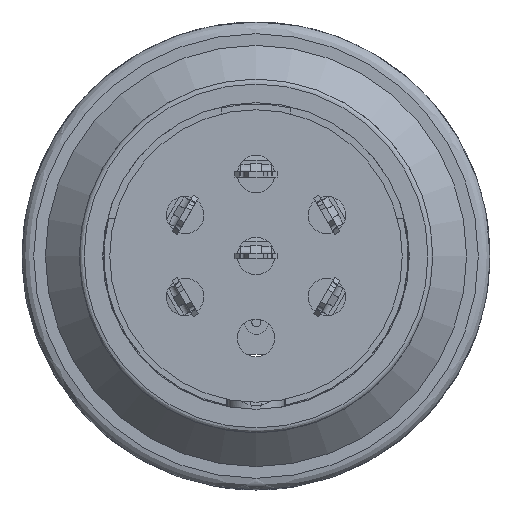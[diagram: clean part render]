
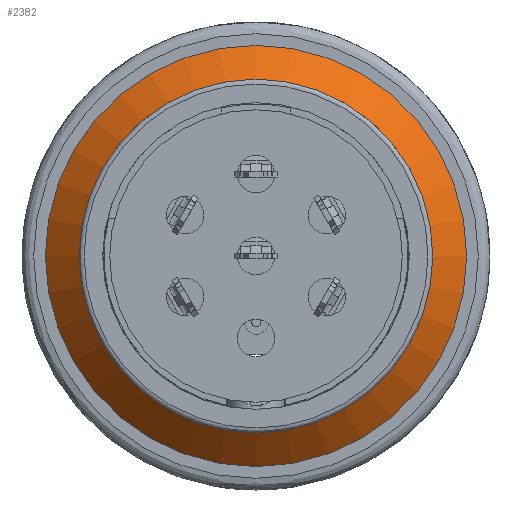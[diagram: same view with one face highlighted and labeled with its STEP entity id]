
A CAD part, left-side view. The second image highlights one B-rep face of the part: STEP entity #2382.
In plain terms, the highlighted conical face has half-angle 45 degrees and reference radius 7.55 mm.
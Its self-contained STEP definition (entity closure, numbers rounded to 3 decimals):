
#1332=CONICAL_SURFACE('',#13357,7.55,45.);
#1759=FACE_BOUND('',#4009,.T.);
#1760=FACE_BOUND('',#4010,.T.);
#2382=ADVANCED_FACE('',(#1759,#1760),#1332,.T.);
#4009=EDGE_LOOP('',(#7077));
#4010=EDGE_LOOP('',(#7078));
#4401=CIRCLE('',#13354,7.55);
#4402=CIRCLE('',#13356,9.);
#7077=ORIENTED_EDGE('',*,*,#10244,.T.);
#7078=ORIENTED_EDGE('',*,*,#10245,.F.);
#8704=VERTEX_POINT('',#22147);
#8705=VERTEX_POINT('',#22150);
#10244=EDGE_CURVE('',#8704,#8704,#4401,.T.);
#10245=EDGE_CURVE('',#8705,#8705,#4402,.T.);
#13354=AXIS2_PLACEMENT_3D('',#22146,#15798,#15799);
#13356=AXIS2_PLACEMENT_3D('',#22149,#15802,#15803);
#13357=AXIS2_PLACEMENT_3D('',#22151,#15804,#15805);
#15798=DIRECTION('',(1.,0.,0.));
#15799=DIRECTION('',(0.,0.,-1.));
#15802=DIRECTION('',(1.,0.,0.));
#15803=DIRECTION('',(0.,0.,-1.));
#15804=DIRECTION('',(1.,0.,0.));
#15805=DIRECTION('',(0.,0.,-1.));
#22146=CARTESIAN_POINT('',(1.05,0.,0.471));
#22147=CARTESIAN_POINT('',(1.05,0.,-7.079));
#22149=CARTESIAN_POINT('',(2.5,0.,0.471));
#22150=CARTESIAN_POINT('',(2.5,0.,-8.529));
#22151=CARTESIAN_POINT('',(1.05,0.,0.471));
